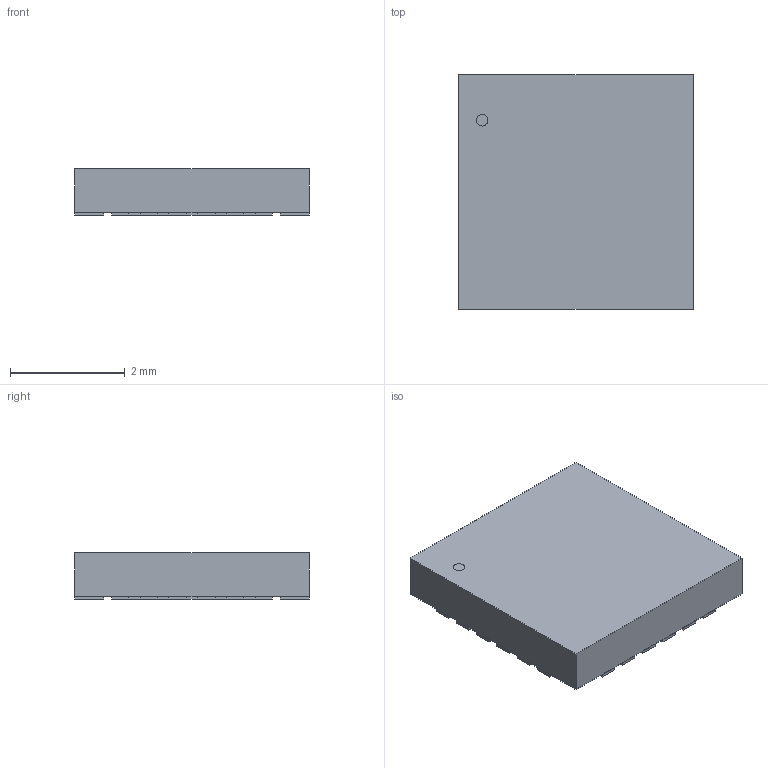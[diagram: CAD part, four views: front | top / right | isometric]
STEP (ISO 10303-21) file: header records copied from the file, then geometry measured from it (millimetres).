
FILE_DESCRIPTION(('FreeCAD Model'),'2;1');
FILE_NAME('Open CASCADE Shape Model','2025-02-17T10:17:03',(''),(''), 'Open CASCADE STEP processor 7.8','FreeCAD','Unknown');
FILE_SCHEMA(('AUTOMOTIVE_DESIGN { 1 0 10303 214 1 1 1 1 }'));
Length unit declared in the file: millimetre
Products named in the file (28): part027; part; part001; part002; part003; part004; part005; part006; part007; part008; part009; part010; part011; part012; part013; part014; part015; part016; part017; part018; part019; part020; part021; part022; part023; part024; part025; part026
Assembly tree (27 placements, depth 2):
  part027
    part
    part001
    part002
    part003
    part004
    part005
    part006
    part007
    part008
    part009
    part010
    part011
    part012
    part013
    part014
    part015
    part016
    part017
    part018
    part019
    part020
    part021
    part022
    part023
    part024
    part025
    part026
Bounding box: 4.09 x 4.09 x 0.81 mm (x, y, z)
Volume: 13.3 mm3; surface area: 69.3 mm2
Topology: 27 solids, 27 shells, 159 faces, 315 edges, 210 vertices
Faces by surface type: plane 158, cylinder 1
Full cylindrical faces by diameter (mm): 0.204 x1
Entity records: 5564 total; most frequent: CARTESIAN_POINT 713, DIRECTION 690, ORIENTED_EDGE 630, EDGE_CURVE 315, LINE 312, VECTOR 312, VERTEX_POINT 210, AXIS2_PLACEMENT_3D 189
